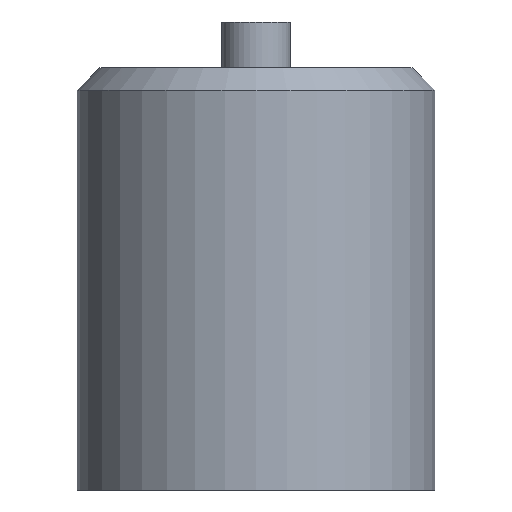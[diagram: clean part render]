
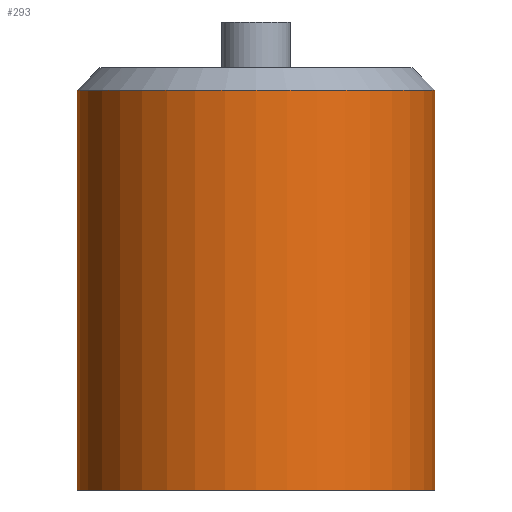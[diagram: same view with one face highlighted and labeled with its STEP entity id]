
A CAD part, front view. The second image highlights one B-rep face of the part: STEP entity #293.
In plain terms, the highlighted cylindrical face has radius 3.135 mm (diameter 6.27 mm), a partial arc.
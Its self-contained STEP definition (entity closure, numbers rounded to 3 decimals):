
#18=CYLINDRICAL_SURFACE('',#316,3.135);
#29=CIRCLE('',#312,3.135);
#31=CIRCLE('',#317,3.135);
#43=FACE_OUTER_BOUND('',#60,.T.);
#60=EDGE_LOOP('',(#223,#224,#225,#226));
#87=LINE('',#464,#114);
#88=LINE('',#467,#115);
#114=VECTOR('',#373,10.);
#115=VECTOR('',#376,10.);
#135=VERTEX_POINT('',#441);
#138=VERTEX_POINT('',#448);
#141=VERTEX_POINT('',#463);
#142=VERTEX_POINT('',#465);
#168=EDGE_CURVE('',#138,#135,#29,.T.);
#174=EDGE_CURVE('',#138,#141,#87,.T.);
#175=EDGE_CURVE('',#141,#142,#31,.T.);
#176=EDGE_CURVE('',#142,#135,#88,.T.);
#223=ORIENTED_EDGE('',*,*,#168,.F.);
#224=ORIENTED_EDGE('',*,*,#174,.T.);
#225=ORIENTED_EDGE('',*,*,#175,.T.);
#226=ORIENTED_EDGE('',*,*,#176,.T.);
#293=ADVANCED_FACE('',(#43),#18,.T.);
#312=AXIS2_PLACEMENT_3D('',#452,#359,#360);
#316=AXIS2_PLACEMENT_3D('',#462,#371,#372);
#317=AXIS2_PLACEMENT_3D('',#466,#374,#375);
#359=DIRECTION('center_axis',(0.,0.,1.));
#360=DIRECTION('ref_axis',(0.031,-1.,0.));
#371=DIRECTION('center_axis',(0.,0.,1.));
#372=DIRECTION('ref_axis',(0.,-1.,0.));
#373=DIRECTION('',(0.,0.,-1.));
#374=DIRECTION('center_axis',(0.,0.,1.));
#375=DIRECTION('ref_axis',(-0.031,1.,0.));
#376=DIRECTION('',(0.,0.,1.));
#441=CARTESIAN_POINT('',(0.6,3.077,7.));
#448=CARTESIAN_POINT('',(-0.6,3.077,7.));
#452=CARTESIAN_POINT('Origin',(0.,0.,7.));
#462=CARTESIAN_POINT('Origin',(0.,0.,0.));
#463=CARTESIAN_POINT('',(-0.6,3.077,0.));
#464=CARTESIAN_POINT('',(-0.6,3.077,0.));
#465=CARTESIAN_POINT('',(0.6,3.077,0.));
#466=CARTESIAN_POINT('Origin',(0.,0.,0.));
#467=CARTESIAN_POINT('',(0.6,3.077,0.));
